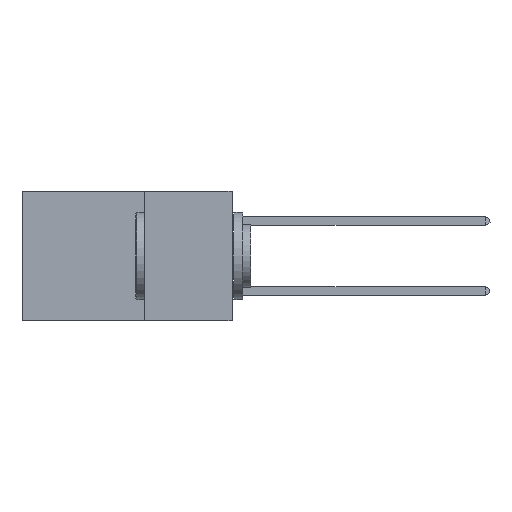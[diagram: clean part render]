
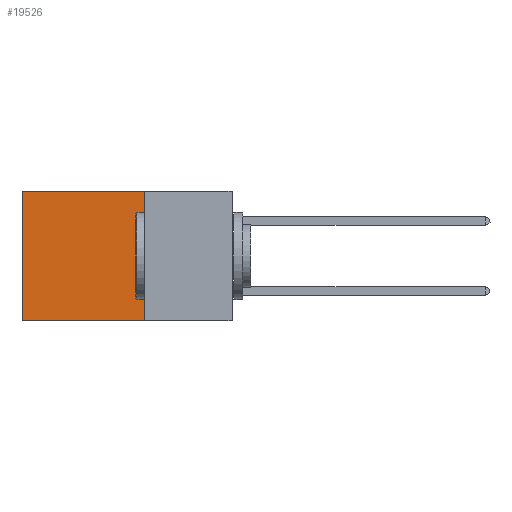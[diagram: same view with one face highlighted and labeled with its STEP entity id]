
A CAD part, left-side view. The second image highlights one B-rep face of the part: STEP entity #19526.
In plain terms, the highlighted planar face has unit normal (-1, 0, 0).
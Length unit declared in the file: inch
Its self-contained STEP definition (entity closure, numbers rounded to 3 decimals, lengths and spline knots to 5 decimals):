
#455 = VERTEX_POINT ( 'NONE', #1808 ) ;
#536 = CARTESIAN_POINT ( 'NONE',  ( 0.2875, 0.25, 0. ) ) ;
#720 = DIRECTION ( 'NONE',  ( 0., 1., 0. ) ) ;
#1808 = CARTESIAN_POINT ( 'NONE',  ( 0.2875, 0.6, 0. ) ) ;
#2965 = LINE ( 'NONE', #28084, #5773 ) ;
#3472 = CARTESIAN_POINT ( 'NONE',  ( 0.2875, 0.25, 0. ) ) ;
#3762 = DIRECTION ( 'NONE',  ( 1., 0., 0. ) ) ;
#4036 = VECTOR ( 'NONE', #4284, 39.37008 ) ;
#4268 = EDGE_LOOP ( 'NONE', ( #15318, #22247, #17898, #15010 ) ) ;
#4284 = DIRECTION ( 'NONE',  ( 0., 0., -1. ) ) ;
#4642 = VERTEX_POINT ( 'NONE', #6886 ) ;
#5270 = CARTESIAN_POINT ( 'NONE',  ( 0.2875, 0.25, -0.37 ) ) ;
#5773 = VECTOR ( 'NONE', #12579, 39.37008 ) ;
#6886 = CARTESIAN_POINT ( 'NONE',  ( 0.2875, 0.25, 0. ) ) ;
#7910 = CARTESIAN_POINT ( 'NONE',  ( 0.2875, 0.6, -0.37 ) ) ;
#8206 = PLANE ( 'NONE',  #9945 ) ;
#8303 = DIRECTION ( 'NONE',  ( 0., 0., -1. ) ) ;
#8791 = VERTEX_POINT ( 'NONE', #7910 ) ;
#9945 = AXIS2_PLACEMENT_3D ( 'NONE', #3472, #3762, #8303 ) ;
#11325 = CARTESIAN_POINT ( 'NONE',  ( 0.2875, 0.25, -0.37 ) ) ;
#12579 = DIRECTION ( 'NONE',  ( 0., 0., -1. ) ) ;
#14536 = EDGE_CURVE ( 'NONE', #15343, #8791, #16863, .T. ) ;
#15010 = ORIENTED_EDGE ( 'NONE', *, *, #17569, .T. ) ;
#15318 = ORIENTED_EDGE ( 'NONE', *, *, #24506, .T. ) ;
#15343 = VERTEX_POINT ( 'NONE', #11325 ) ;
#15631 = VECTOR ( 'NONE', #16496, 39.37008 ) ;
#16496 = DIRECTION ( 'NONE',  ( 0., 1., 0. ) ) ;
#16863 = LINE ( 'NONE', #5270, #19961 ) ;
#17569 = EDGE_CURVE ( 'NONE', #4642, #455, #20820, .T. ) ;
#17672 = CARTESIAN_POINT ( 'NONE',  ( 0.2875, 0.6, 0. ) ) ;
#17898 = ORIENTED_EDGE ( 'NONE', *, *, #24861, .F. ) ;
#19526 = ADVANCED_FACE ( 'NONE', ( #25274 ), #8206, .F. ) ;
#19961 = VECTOR ( 'NONE', #720, 39.37008 ) ;
#20820 = LINE ( 'NONE', #536, #15631 ) ;
#22247 = ORIENTED_EDGE ( 'NONE', *, *, #14536, .F. ) ;
#24506 = EDGE_CURVE ( 'NONE', #455, #8791, #28497, .T. ) ;
#24861 = EDGE_CURVE ( 'NONE', #4642, #15343, #2965, .T. ) ;
#25274 = FACE_OUTER_BOUND ( 'NONE', #4268, .T. ) ;
#28084 = CARTESIAN_POINT ( 'NONE',  ( 0.2875, 0.25, 0. ) ) ;
#28497 = LINE ( 'NONE', #17672, #4036 ) ;
